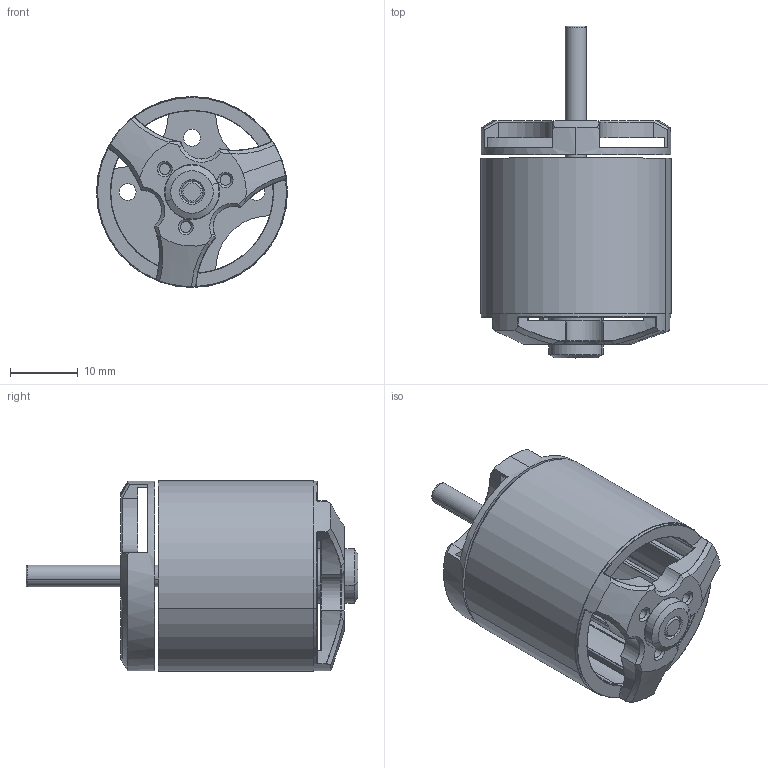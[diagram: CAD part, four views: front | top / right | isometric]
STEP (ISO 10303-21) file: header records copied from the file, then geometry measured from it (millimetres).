
FILE_DESCRIPTION (( 'STEP AP214' ), '1' );
FILE_NAME ('Propdrive V2 2836.STEP', '2020-05-26T20:51:49', ( '' ), ( '' ), 'SwSTEP 2.0', 'SolidWorks 2019', '' );
FILE_SCHEMA (( 'AUTOMOTIVE_DESIGN' ));
Length unit declared in the file: millimetre
Products named in the file (3): Propdrive V2 2836; Motor Can Propdrive V2 Configurable_2836; Front Plate Propdrive V2 Configurable_28mm Diameter
Assembly tree (2 placements, depth 2):
  Propdrive V2 2836
    Motor Can Propdrive V2 Configurable_2836
    Front Plate Propdrive V2 Configurable_28mm Diameter
Bounding box: 28.2 x 49 x 28.2 mm (x, y, z)
Volume: 5916.9 mm3; surface area: 15273.2 mm2
Topology: 18 solids, 18 shells, 380 faces, 980 edges, 629 vertices
Faces by surface type: cylinder 178, plane 90, torus 45, cone 35, bspline 31, sphere 1
Entity records: 15526 total; most frequent: CARTESIAN_POINT 4080, DIRECTION 2042, ORIENTED_EDGE 1960, EDGE_CURVE 980, AXIS2_PLACEMENT_3D 852, VERTEX_POINT 629, CIRCLE 498, EDGE_LOOP 405
